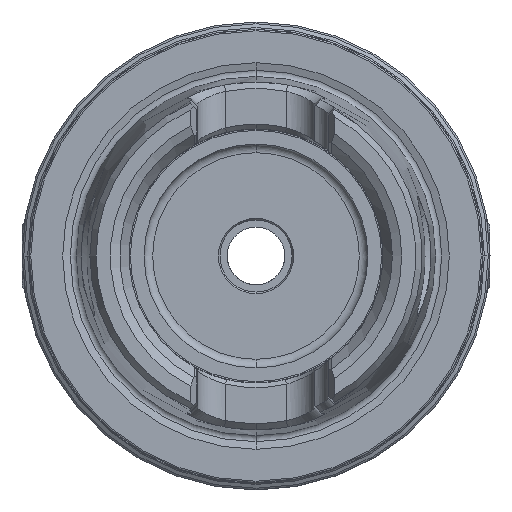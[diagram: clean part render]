
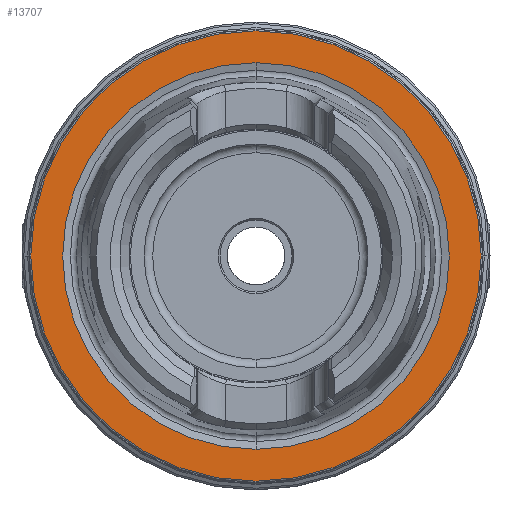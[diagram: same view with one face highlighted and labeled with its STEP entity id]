
A CAD part, left-side view. The second image highlights one B-rep face of the part: STEP entity #13707.
In plain terms, the highlighted planar face has unit normal (-1, 0, 0).
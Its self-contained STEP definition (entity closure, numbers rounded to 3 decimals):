
#366 = EDGE_LOOP ( 'NONE', ( #4477, #4478 ) ) ;
#367 = EDGE_LOOP ( 'NONE', ( #4475, #4476 ) ) ;
#1238 = CARTESIAN_POINT ( 'NONE',  ( 0., 0., -26.85 ) ) ;
#1256 = CARTESIAN_POINT ( 'NONE',  ( 0., 0., 31.275 ) ) ;
#1916 = VERTEX_POINT ( 'NONE', #1238 ) ;
#1934 = VERTEX_POINT ( 'NONE', #1256 ) ;
#1956 = VERTEX_POINT ( 'NONE', #3112 ) ;
#2046 = VERTEX_POINT ( 'NONE', #5379 ) ;
#3112 = CARTESIAN_POINT ( 'NONE',  ( 0., 0., -31.275 ) ) ;
#3383 = EDGE_CURVE ( 'NONE', #1916, #2046, #8250, .T. ) ;
#3386 = EDGE_CURVE ( 'NONE', #1934, #1956, #8256, .T. ) ;
#3497 = EDGE_CURVE ( 'NONE', #1956, #1934, #8345, .T. ) ;
#3498 = EDGE_CURVE ( 'NONE', #2046, #1916, #8346, .T. ) ;
#4475 = ORIENTED_EDGE ( 'NONE', *, *, #3498, .F. ) ;
#4476 = ORIENTED_EDGE ( 'NONE', *, *, #3383, .F. ) ;
#4477 = ORIENTED_EDGE ( 'NONE', *, *, #3386, .T. ) ;
#4478 = ORIENTED_EDGE ( 'NONE', *, *, #3497, .T. ) ;
#5379 = CARTESIAN_POINT ( 'NONE',  ( 0., 0., 26.85 ) ) ;
#8250 = CIRCLE ( 'NONE', #10024, 26.85 ) ;
#8256 = CIRCLE ( 'NONE', #10026, 31.275 ) ;
#8345 = CIRCLE ( 'NONE', #10069, 31.275 ) ;
#8346 = CIRCLE ( 'NONE', #10070, 26.85 ) ;
#8571 = FACE_BOUND ( 'NONE', #367, .T. ) ;
#8573 = FACE_OUTER_BOUND ( 'NONE', #366, .T. ) ;
#10024 = AXIS2_PLACEMENT_3D ( 'NONE', #10853, #10854, #10855 ) ;
#10026 = AXIS2_PLACEMENT_3D ( 'NONE', #10860, #10861, #10862 ) ;
#10069 = AXIS2_PLACEMENT_3D ( 'NONE', #11713, #11714, #11715 ) ;
#10070 = AXIS2_PLACEMENT_3D ( 'NONE', #11716, #11717, #11718 ) ;
#10141 = AXIS2_PLACEMENT_3D ( 'NONE', #13478, #13473, #13480 ) ;
#10853 = CARTESIAN_POINT ( 'NONE',  ( 0., 0., 0. ) ) ;
#10854 = DIRECTION ( 'NONE',  ( -1., 0., 0. ) ) ;
#10855 = DIRECTION ( 'NONE',  ( 0., 0., 1. ) ) ;
#10860 = CARTESIAN_POINT ( 'NONE',  ( 0., 0., 0. ) ) ;
#10861 = DIRECTION ( 'NONE',  ( -1., 0., 0. ) ) ;
#10862 = DIRECTION ( 'NONE',  ( 0., 0., 1. ) ) ;
#11713 = CARTESIAN_POINT ( 'NONE',  ( 0., 0., 0. ) ) ;
#11714 = DIRECTION ( 'NONE',  ( -1., 0., 0. ) ) ;
#11715 = DIRECTION ( 'NONE',  ( 0., 0., 1. ) ) ;
#11716 = CARTESIAN_POINT ( 'NONE',  ( 0., 0., 0. ) ) ;
#11717 = DIRECTION ( 'NONE',  ( -1., 0., 0. ) ) ;
#11718 = DIRECTION ( 'NONE',  ( 0., 0., 1. ) ) ;
#13473 = DIRECTION ( 'NONE',  ( 1., 0., 0. ) ) ;
#13478 = CARTESIAN_POINT ( 'NONE',  ( 0., 31.275, 0. ) ) ;
#13479 = PLANE ( 'NONE',  #10141 ) ;
#13480 = DIRECTION ( 'NONE',  ( 0., 0., -1. ) ) ;
#13707 = ADVANCED_FACE ( 'NONE', ( #8571, #8573 ), #13479, .F. ) ;
